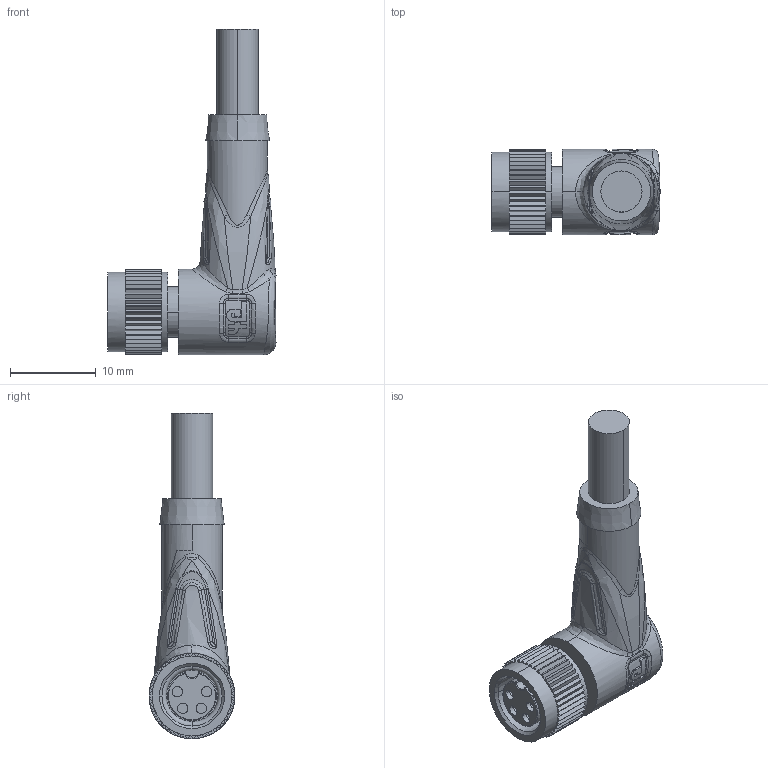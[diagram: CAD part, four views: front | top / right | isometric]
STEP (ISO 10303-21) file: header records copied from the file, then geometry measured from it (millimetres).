
FILE_DESCRIPTION((''),'2;1');
FILE_NAME('DM_CAD-1933','2014-01-13T',('creinig-se'),(''),'PRO/ENGINEER BY PARAMETRIC TECHNOLOGY CORPORATION, 2013050','PRO/ENGINEER BY PARAMETRIC TECHNOLOGY CORPORATION, 2013050','');
FILE_SCHEMA(('CONFIG_CONTROL_DESIGN'));
Length unit declared in the file: millimetre
Products named in the file (1): DM_CAD-1933
Bounding box: 19.6 x 10 x 38 mm (x, y, z)
Volume: 2285 mm3; surface area: 1934 mm2
Topology: 1 solids, 1 shells, 473 faces, 1117 edges, 659 vertices
Faces by surface type: plane 241, bspline 116, cylinder 104, torus 4, sphere 4, cone 4
Entity records: 24898 total; most frequent: CARTESIAN_POINT 9668, ORIENTED_EDGE 2234, DIRECTION 2014, EDGE_CURVE 1117, FILL_AREA_STYLE_COLOUR 796, FILL_AREA_STYLE 796, SURFACE_STYLE_FILL_AREA 796, SURFACE_SIDE_STYLE 796
